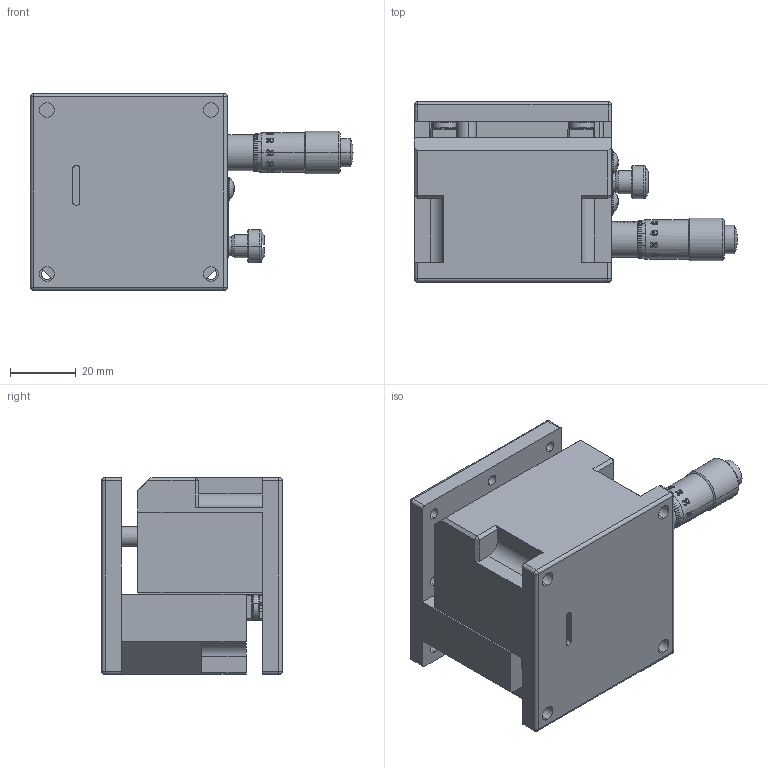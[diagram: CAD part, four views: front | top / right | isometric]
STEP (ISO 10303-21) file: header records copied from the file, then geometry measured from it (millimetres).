
FILE_DESCRIPTION (( 'STEP AP203' ), '1' );
FILE_NAME ('MZA-60.STEP', '2021-02-22T09:42:47', ( '' ), ( '' ), 'SwSTEP 2.0', 'SolidWorks 2020', '' );
FILE_SCHEMA (( 'CONFIG_CONTROL_DESIGN' ));
Products named in the file (1): MZA-60
Bounding box: 98.5 x 55 x 60 mm (x, y, z)
Volume: 158279.6 mm3; surface area: 51615.9 mm2
Topology: 16 solids, 16 shells, 1157 faces, 2936 edges, 1834 vertices
Faces by surface type: plane 613, cylinder 219, bspline 214, cone 63, torus 30, sphere 18
Entity records: 59006 total; most frequent: CARTESIAN_POINT 32146, ORIENTED_EDGE 5818, DIRECTION 5181, EDGE_CURVE 2909, VERTEX_POINT 1831, AXIS2_PLACEMENT_3D 1822, VECTOR 1537, LINE 1537
